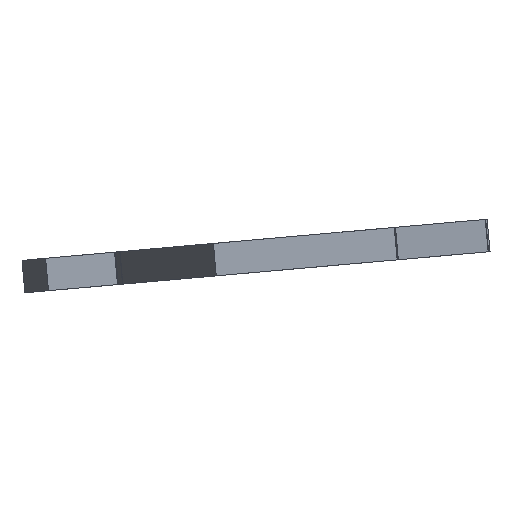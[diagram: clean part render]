
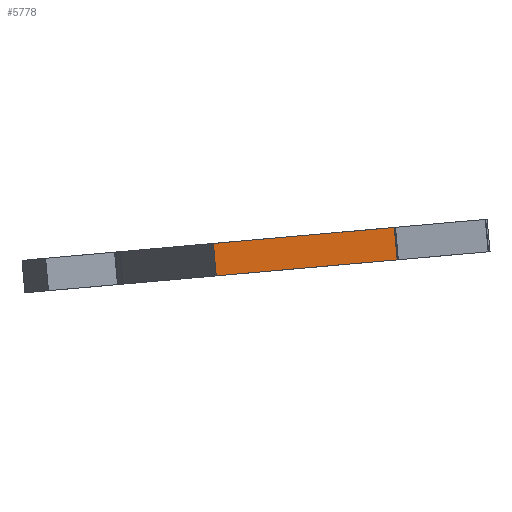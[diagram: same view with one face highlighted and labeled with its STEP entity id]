
A CAD part, left-side view. The second image highlights one B-rep face of the part: STEP entity #5778.
In plain terms, the highlighted planar face has unit normal (-1, 0, 0).
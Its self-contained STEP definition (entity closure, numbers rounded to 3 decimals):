
#5722=CARTESIAN_POINT('',(112.944,-71.184,-4.232));
#5723=VERTEX_POINT('',#5722);
#5731=CARTESIAN_POINT('',(112.944,-71.007,-2.239));
#5732=VERTEX_POINT('',#5731);
#5739=CARTESIAN_POINT('',(112.944,-71.007,-2.239));
#5740=DIRECTION('',(0.,-0.088,-0.996));
#5741=VECTOR('',#5740,2.);
#5742=LINE('',#5739,#5741);
#5743=EDGE_CURVE('',#5732,#5723,#5742,.T.);
#5748=CARTESIAN_POINT('',(112.944,-65.589,-2.719));
#5749=DIRECTION('',(1.,0.,0.));
#5750=DIRECTION('',(0.,0.,-1.));
#5751=AXIS2_PLACEMENT_3D('',#5748,#5749,#5750);
#5752=PLANE('',#5751);
#5753=CARTESIAN_POINT('',(112.944,-60.056,-5.216));
#5754=VERTEX_POINT('',#5753);
#5755=CARTESIAN_POINT('',(112.944,-60.056,-5.216));
#5756=DIRECTION('',(-0.,-0.996,0.088));
#5757=VECTOR('',#5756,11.171);
#5758=LINE('',#5755,#5757);
#5759=EDGE_CURVE('',#5754,#5723,#5758,.T.);
#5760=ORIENTED_EDGE('',*,*,#5759,.T.);
#5761=ORIENTED_EDGE('',*,*,#5743,.F.);
#5762=CARTESIAN_POINT('',(112.944,-59.88,-3.224));
#5763=VERTEX_POINT('',#5762);
#5764=CARTESIAN_POINT('',(112.944,-59.88,-3.224));
#5765=DIRECTION('',(-0.,-0.996,0.088));
#5766=VECTOR('',#5765,11.171);
#5767=LINE('',#5764,#5766);
#5768=EDGE_CURVE('',#5763,#5732,#5767,.T.);
#5769=ORIENTED_EDGE('',*,*,#5768,.F.);
#5770=CARTESIAN_POINT('',(112.944,-59.88,-3.224));
#5771=DIRECTION('',(0.,-0.088,-0.996));
#5772=VECTOR('',#5771,2.);
#5773=LINE('',#5770,#5772);
#5774=EDGE_CURVE('',#5763,#5754,#5773,.T.);
#5775=ORIENTED_EDGE('',*,*,#5774,.T.);
#5776=EDGE_LOOP('',(#5760,#5761,#5769,#5775));
#5777=FACE_BOUND('',#5776,.T.);
#5778=ADVANCED_FACE('',(#5777),#5752,.F.);
